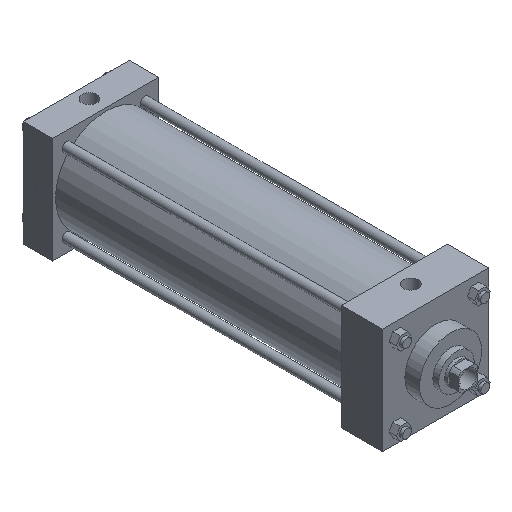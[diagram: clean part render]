
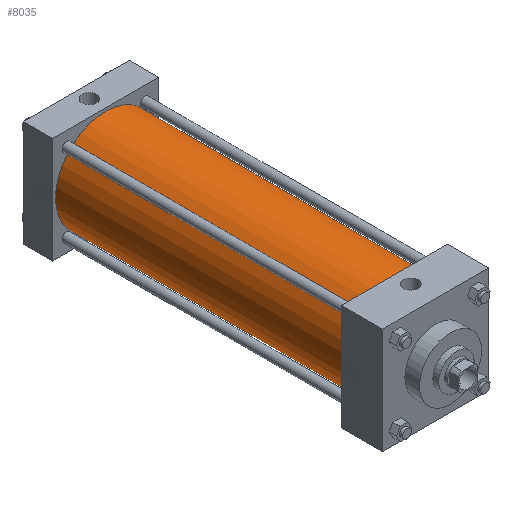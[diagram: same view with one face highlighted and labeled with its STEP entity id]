
A CAD part, isometric view. The second image highlights one B-rep face of the part: STEP entity #8035.
In plain terms, the highlighted cylindrical face has radius 53.975 mm (diameter 107.95 mm), a full revolution.
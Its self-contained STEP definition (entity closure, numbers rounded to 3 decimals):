
#977=EDGE_CURVE('',#983,#983,#978,.T.);
#978=CIRCLE('',#979,53.975);
#979=AXIS2_PLACEMENT_3D('',#980,#981,#982);
#980=CARTESIAN_POINT('',(0.,79.375,0.));
#981=DIRECTION('',(0.,1.,0.));
#982=DIRECTION('',(-1.,0.,0.));
#983=VERTEX_POINT('',#984);
#984=CARTESIAN_POINT('',(53.975,79.375,0.));
#2152=FACE_OUTER_BOUND('',#2154,.T.);
#2153=FACE_BOUND('',#2155,.T.);
#2154=EDGE_LOOP('',(#2156));
#2155=EDGE_LOOP('',(#2165));
#2156=ORIENTED_EDGE('',*,*,#2157,.F.);
#2157=EDGE_CURVE('',#2163,#2163,#2158,.T.);
#2158=CIRCLE('',#2159,53.975);
#2159=AXIS2_PLACEMENT_3D('',#2160,#2161,#2162);
#2160=CARTESIAN_POINT('',(0.,390.525,0.));
#2161=DIRECTION('',(0.,1.,0.));
#2162=DIRECTION('',(1.,0.,0.));
#2163=VERTEX_POINT('',#2164);
#2164=CARTESIAN_POINT('',(53.975,390.525,0.));
#2165=ORIENTED_EDGE('',*,*,#977,.T.);
#2166=CYLINDRICAL_SURFACE('',#2167,53.975);
#2167=AXIS2_PLACEMENT_3D('',#2168,#2169,#2170);
#2168=CARTESIAN_POINT('',(0.,390.525,0.));
#2169=DIRECTION('',(0.,-1.,0.));
#2170=DIRECTION('',(0.,0.,-1.));
#8035=ADVANCED_FACE('',(#2152,#2153),#2166,.T.);
